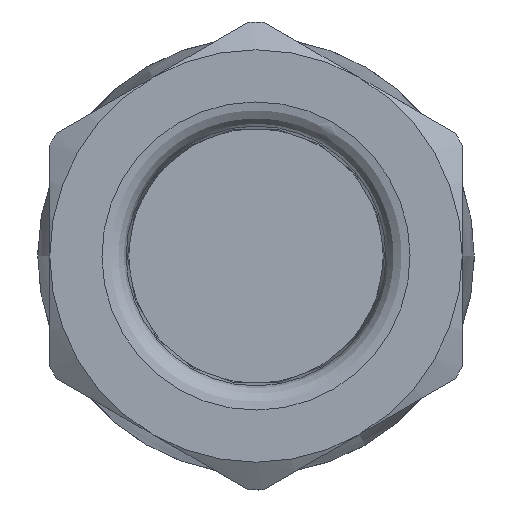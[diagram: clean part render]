
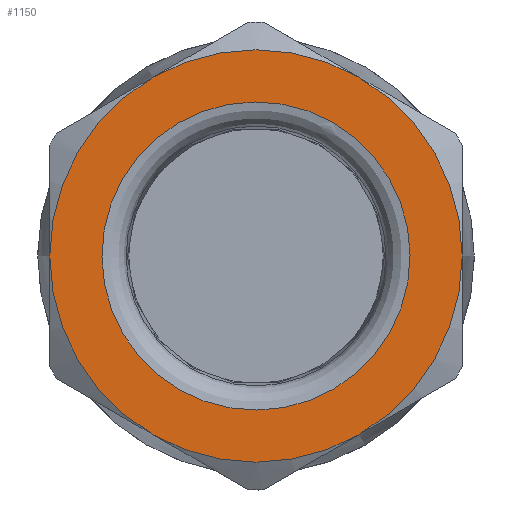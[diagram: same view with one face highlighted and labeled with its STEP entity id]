
A CAD part, left-side view. The second image highlights one B-rep face of the part: STEP entity #1150.
In plain terms, the highlighted planar face has unit normal (-1, 0, 0).
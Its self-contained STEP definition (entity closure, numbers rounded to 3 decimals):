
#818=B_SPLINE_CURVE_WITH_KNOTS('',3,(#4755,#4756,#4757,#4758),
 .UNSPECIFIED.,.F.,.F.,(4,4),(0.,1.),.UNSPECIFIED.);
#823=B_SPLINE_CURVE_WITH_KNOTS('',3,(#4820,#4821,#4822,#4823),
 .UNSPECIFIED.,.F.,.F.,(4,4),(0.,1.),.UNSPECIFIED.);
#828=B_SPLINE_CURVE_WITH_KNOTS('',3,(#4861,#4862,#4863,#4864),
 .UNSPECIFIED.,.F.,.F.,(4,4),(0.,1.),.UNSPECIFIED.);
#834=B_SPLINE_CURVE_WITH_KNOTS('',3,(#4931,#4932,#4933,#4934),
 .UNSPECIFIED.,.F.,.F.,(4,4),(0.,1.),.UNSPECIFIED.);
#836=B_SPLINE_CURVE_WITH_KNOTS('',3,(#4962,#4963,#4964,#4965),
 .UNSPECIFIED.,.F.,.F.,(4,4),(0.,1.),.UNSPECIFIED.);
#838=B_SPLINE_CURVE_WITH_KNOTS('',3,(#4991,#4992,#4993,#4994),
 .UNSPECIFIED.,.F.,.F.,(4,4),(0.,1.),.UNSPECIFIED.);
#1150=ADVANCED_FACE('',(#1291,#1292),#1217,.T.);
#1217=PLANE('',#2700);
#1291=FACE_BOUND('',#1435,.T.);
#1292=FACE_BOUND('',#1436,.T.);
#1435=EDGE_LOOP('',(#1912));
#1436=EDGE_LOOP('',(#1913,#1914,#1915,#1916,#1917,#1918,#1919,#1920,#1921,
#1922,#1923,#1924));
#1912=ORIENTED_EDGE('',*,*,#2361,.T.);
#1913=ORIENTED_EDGE('',*,*,#2412,.T.);
#1914=ORIENTED_EDGE('',*,*,#2410,.F.);
#1915=ORIENTED_EDGE('',*,*,#2364,.T.);
#1916=ORIENTED_EDGE('',*,*,#2378,.F.);
#1917=ORIENTED_EDGE('',*,*,#2379,.T.);
#1918=ORIENTED_EDGE('',*,*,#2388,.F.);
#1919=ORIENTED_EDGE('',*,*,#2413,.T.);
#1920=ORIENTED_EDGE('',*,*,#2414,.F.);
#1921=ORIENTED_EDGE('',*,*,#2415,.T.);
#1922=ORIENTED_EDGE('',*,*,#2394,.F.);
#1923=ORIENTED_EDGE('',*,*,#2396,.T.);
#1924=ORIENTED_EDGE('',*,*,#2405,.F.);
#2125=VERTEX_POINT('',#4638);
#2128=VERTEX_POINT('',#4680);
#2129=VERTEX_POINT('',#4681);
#2138=VERTEX_POINT('',#4754);
#2139=VERTEX_POINT('',#4761);
#2144=VERTEX_POINT('',#4819);
#2147=VERTEX_POINT('',#4860);
#2148=VERTEX_POINT('',#4865);
#2149=VERTEX_POINT('',#4872);
#2154=VERTEX_POINT('',#4930);
#2157=VERTEX_POINT('',#4966);
#2158=VERTEX_POINT('',#4990);
#2159=VERTEX_POINT('',#4995);
#2361=EDGE_CURVE('',#2125,#2125,#2498,.T.);
#2364=EDGE_CURVE('',#2128,#2129,#2501,.T.);
#2378=EDGE_CURVE('',#2138,#2129,#818,.T.);
#2379=EDGE_CURVE('',#2138,#2139,#2506,.T.);
#2388=EDGE_CURVE('',#2144,#2139,#823,.T.);
#2394=EDGE_CURVE('',#2147,#2148,#828,.T.);
#2396=EDGE_CURVE('',#2147,#2149,#2509,.T.);
#2405=EDGE_CURVE('',#2154,#2149,#834,.T.);
#2410=EDGE_CURVE('',#2128,#2157,#836,.T.);
#2412=EDGE_CURVE('',#2154,#2157,#2514,.T.);
#2413=EDGE_CURVE('',#2144,#2158,#2515,.T.);
#2414=EDGE_CURVE('',#2159,#2158,#838,.T.);
#2415=EDGE_CURVE('',#2159,#2148,#2516,.T.);
#2498=CIRCLE('',#2671,6.354);
#2501=CIRCLE('',#2675,8.502);
#2506=CIRCLE('',#2682,8.502);
#2509=CIRCLE('',#2688,8.502);
#2514=CIRCLE('',#2697,8.502);
#2515=CIRCLE('',#2698,8.502);
#2516=CIRCLE('',#2699,8.502);
#2671=AXIS2_PLACEMENT_3D('',#4637,#3101,#3102);
#2675=AXIS2_PLACEMENT_3D('',#4679,#3109,#3110);
#2682=AXIS2_PLACEMENT_3D('',#4760,#3126,#3127);
#2688=AXIS2_PLACEMENT_3D('',#4871,#3141,#3142);
#2697=AXIS2_PLACEMENT_3D('',#4972,#3162,#3163);
#2698=AXIS2_PLACEMENT_3D('',#4989,#3164,#3165);
#2699=AXIS2_PLACEMENT_3D('',#4996,#3166,#3167);
#2700=AXIS2_PLACEMENT_3D('',#4997,#3168,#3169);
#3101=DIRECTION('',(1.,0.,0.));
#3102=DIRECTION('',(0.,-0.496,0.868));
#3109=DIRECTION('',(-1.,0.,0.));
#3110=DIRECTION('',(0.,0.504,0.864));
#3126=DIRECTION('',(-1.,0.,0.));
#3127=DIRECTION('',(0.,1.,-0.005));
#3141=DIRECTION('',(-1.,0.,0.));
#3142=DIRECTION('',(0.,-1.,0.005));
#3162=DIRECTION('',(-1.,0.,0.));
#3163=DIRECTION('',(0.,-0.496,0.868));
#3164=DIRECTION('',(-1.,0.,0.));
#3165=DIRECTION('',(0.,0.496,-0.868));
#3166=DIRECTION('',(-1.,0.,0.));
#3167=DIRECTION('',(0.,-0.504,-0.864));
#3168=DIRECTION('',(-1.,0.,0.));
#3169=DIRECTION('',(0.,0.868,0.496));
#4637=CARTESIAN_POINT('',(-58.45,0.,0.));
#4638=CARTESIAN_POINT('',(-58.45,-3.15,5.518));
#4679=CARTESIAN_POINT('',(-58.45,0.,0.));
#4680=CARTESIAN_POINT('',(-58.45,4.287,7.342));
#4681=CARTESIAN_POINT('',(-58.45,8.502,0.041));
#4754=CARTESIAN_POINT('',(-58.45,8.502,-0.041));
#4755=CARTESIAN_POINT('',(-58.45,8.502,-0.041));
#4756=CARTESIAN_POINT('',(-58.45,8.502,-0.014));
#4757=CARTESIAN_POINT('',(-58.45,8.502,0.014));
#4758=CARTESIAN_POINT('',(-58.45,8.502,0.041));
#4760=CARTESIAN_POINT('',(-58.45,0.,0.));
#4761=CARTESIAN_POINT('',(-58.45,4.287,-7.342));
#4819=CARTESIAN_POINT('',(-58.45,4.215,-7.384));
#4820=CARTESIAN_POINT('',(-58.45,4.215,-7.384));
#4821=CARTESIAN_POINT('',(-58.45,4.239,-7.37));
#4822=CARTESIAN_POINT('',(-58.45,4.263,-7.356));
#4823=CARTESIAN_POINT('',(-58.45,4.287,-7.342));
#4860=CARTESIAN_POINT('',(-58.45,-8.502,0.041));
#4861=CARTESIAN_POINT('',(-58.45,-8.502,0.041));
#4862=CARTESIAN_POINT('',(-58.45,-8.502,0.014));
#4863=CARTESIAN_POINT('',(-58.45,-8.502,-0.014));
#4864=CARTESIAN_POINT('',(-58.45,-8.502,-0.041));
#4865=CARTESIAN_POINT('',(-58.45,-8.502,-0.041));
#4871=CARTESIAN_POINT('',(-58.45,0.,0.));
#4872=CARTESIAN_POINT('',(-58.45,-4.287,7.342));
#4930=CARTESIAN_POINT('',(-58.45,-4.215,7.384));
#4931=CARTESIAN_POINT('',(-58.45,-4.215,7.384));
#4932=CARTESIAN_POINT('',(-58.45,-4.239,7.37));
#4933=CARTESIAN_POINT('',(-58.45,-4.263,7.356));
#4934=CARTESIAN_POINT('',(-58.45,-4.287,7.342));
#4962=CARTESIAN_POINT('',(-58.45,4.287,7.342));
#4963=CARTESIAN_POINT('',(-58.45,4.263,7.356));
#4964=CARTESIAN_POINT('',(-58.45,4.239,7.37));
#4965=CARTESIAN_POINT('',(-58.45,4.215,7.384));
#4966=CARTESIAN_POINT('',(-58.45,4.215,7.384));
#4972=CARTESIAN_POINT('',(-58.45,0.,0.));
#4989=CARTESIAN_POINT('',(-58.45,0.,0.));
#4990=CARTESIAN_POINT('',(-58.45,-4.215,-7.384));
#4991=CARTESIAN_POINT('',(-58.45,-4.287,-7.342));
#4992=CARTESIAN_POINT('',(-58.45,-4.263,-7.356));
#4993=CARTESIAN_POINT('',(-58.45,-4.239,-7.37));
#4994=CARTESIAN_POINT('',(-58.45,-4.215,-7.384));
#4995=CARTESIAN_POINT('',(-58.45,-4.287,-7.342));
#4996=CARTESIAN_POINT('',(-58.45,0.,0.));
#4997=CARTESIAN_POINT('',(-58.45,-14.028,2.791));
